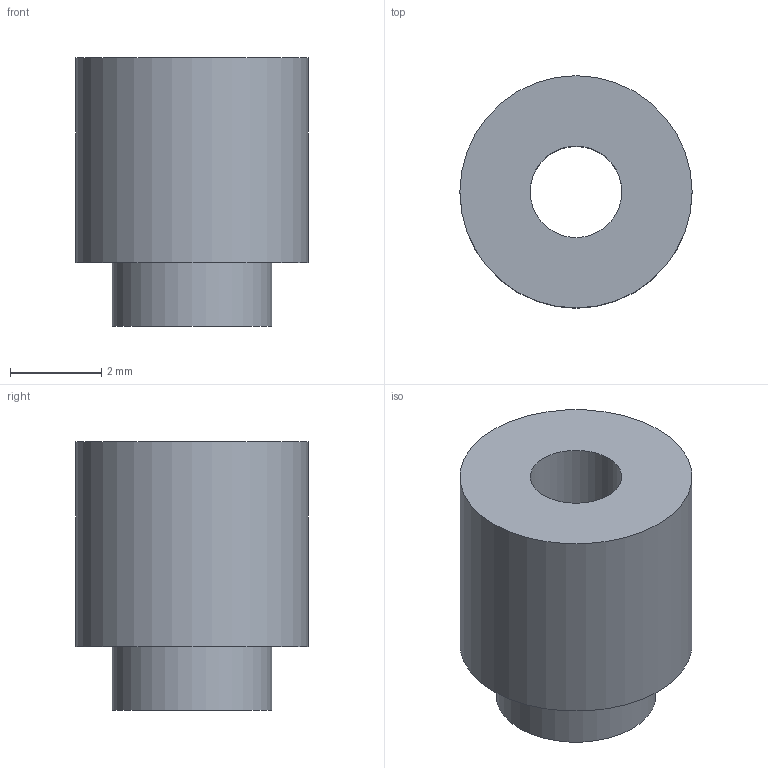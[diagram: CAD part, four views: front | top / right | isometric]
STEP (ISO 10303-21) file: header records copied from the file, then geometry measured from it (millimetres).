
FILE_DESCRIPTION(/* description */ ('model of Mounting_Wuerth_WA-SMSI-M2.5_H4.5mm_9774045151'),/* implementation_level */ '2;1');
FILE_NAME(/* name */ 'Mounting_Wuerth_WA-SMSI-M2.5_H4.5mm_9774045151.step',/* time_stamp */ '2020-09-06T11:00:18',/* author */ ('Rene Poeschl',''),/* organization */ (''),/* preprocessor_version */ '',/* originating_system */ '',/* authorisation */ '');
FILE_SCHEMA(('AUTOMOTIVE_DESIGN { 1 0 10303 214 1 1 1 1 }'));
Length unit declared in the file: millimetre
Products named in the file (1): Mounting_Wuerth_WA_SMSI_M25_H45mm_9774045151
Bounding box: 5.1 x 5.1 x 5.9 mm (x, y, z)
Volume: 86.7 mm3; surface area: 159.3 mm2
Topology: 1 solids, 1 shells, 6 faces, 9 edges, 6 vertices
Faces by surface type: cylinder 3, plane 3
Full cylindrical faces by diameter (mm): 2.01 x1, 3.5 x1, 5.1 x1
Entity records: 287 total; most frequent: CARTESIAN_POINT 52, DIRECTION 45, ORIENTED_EDGE 18, PCURVE 18, DEFINITIONAL_REPRESENTATION 18, LINE 15, VECTOR 15, AXIS2_PLACEMENT_3D 13
